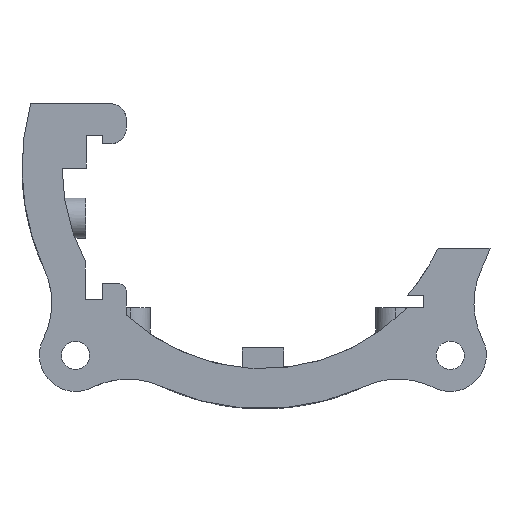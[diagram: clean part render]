
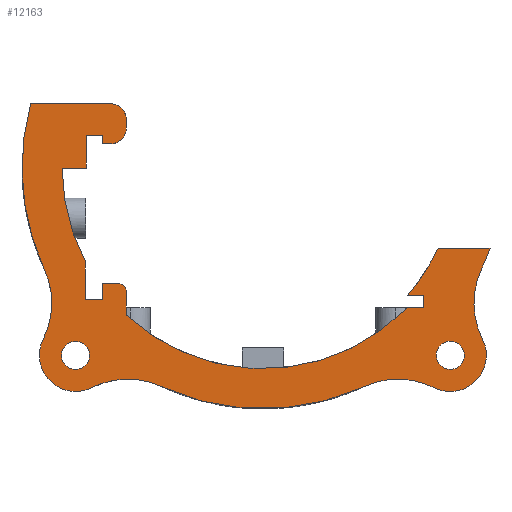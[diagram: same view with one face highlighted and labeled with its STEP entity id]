
A CAD part, front view. The second image highlights one B-rep face of the part: STEP entity #12163.
In plain terms, the highlighted planar face has unit normal (0, -1, 0).
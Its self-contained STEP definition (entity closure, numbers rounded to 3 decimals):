
#561=CARTESIAN_POINT('',(-17.,0.,6.));
#562=VERTEX_POINT('',#561);
#563=CARTESIAN_POINT('',(-19.,0.,8.));
#564=VERTEX_POINT('',#563);
#565=CARTESIAN_POINT('',(-19.,0.,6.));
#566=DIRECTION('',(-0.,-1.,-0.));
#567=DIRECTION('',(0.,-0.,1.));
#568=AXIS2_PLACEMENT_3D('',#565,#566,#567);
#569=CIRCLE('',#568,2.);
#570=EDGE_CURVE('',#562,#564,#569,.T.);
#595=CARTESIAN_POINT('',(-17.,0.,5.));
#596=VERTEX_POINT('',#595);
#597=CARTESIAN_POINT('',(-17.,0.,6.));
#598=DIRECTION('',(0.,0.,-1.));
#599=VECTOR('',#598,1.);
#600=LINE('',#597,#599);
#601=EDGE_CURVE('',#562,#596,#600,.T.);
#617=CARTESIAN_POINT('',(-19.,0.,3.));
#618=VERTEX_POINT('',#617);
#619=CARTESIAN_POINT('',(-19.,0.,5.));
#620=DIRECTION('',(-0.,-1.,-0.));
#621=DIRECTION('',(0.,-0.,1.));
#622=AXIS2_PLACEMENT_3D('',#619,#620,#621);
#623=CIRCLE('',#622,2.);
#624=EDGE_CURVE('',#618,#596,#623,.T.);
#653=CARTESIAN_POINT('',(-20.,0.,3.));
#654=VERTEX_POINT('',#653);
#655=CARTESIAN_POINT('',(-20.,0.,3.));
#656=DIRECTION('',(1.,0.,-0.));
#657=VECTOR('',#656,1.);
#658=LINE('',#655,#657);
#659=EDGE_CURVE('',#654,#618,#658,.T.);
#675=CARTESIAN_POINT('',(-20.,0.,4.));
#676=VERTEX_POINT('',#675);
#692=CARTESIAN_POINT('',(-20.,0.,3.));
#693=DIRECTION('',(0.,0.,1.));
#694=VECTOR('',#693,1.);
#695=LINE('',#692,#694);
#696=EDGE_CURVE('',#654,#676,#695,.T.);
#706=CARTESIAN_POINT('',(-22.,0.,4.));
#707=VERTEX_POINT('',#706);
#723=CARTESIAN_POINT('',(-20.,0.,4.));
#724=DIRECTION('',(-1.,0.,0.));
#725=VECTOR('',#724,2.);
#726=LINE('',#723,#725);
#727=EDGE_CURVE('',#676,#707,#726,.T.);
#737=CARTESIAN_POINT('',(-22.,0.,0.));
#738=VERTEX_POINT('',#737);
#754=CARTESIAN_POINT('',(-22.,0.,4.));
#755=DIRECTION('',(0.,0.,-1.));
#756=VECTOR('',#755,4.);
#757=LINE('',#754,#756);
#758=EDGE_CURVE('',#707,#738,#757,.T.);
#861=CARTESIAN_POINT('',(-25.,0.,0.));
#862=VERTEX_POINT('',#861);
#872=CARTESIAN_POINT('',(-25.,0.,0.));
#873=DIRECTION('',(1.,0.,0.));
#874=VECTOR('',#873,3.);
#875=LINE('',#872,#874);
#876=EDGE_CURVE('',#862,#738,#875,.T.);
#903=CARTESIAN_POINT('',(-28.914,0.,8.));
#904=VERTEX_POINT('',#903);
#911=CARTESIAN_POINT('',(-19.,0.,8.));
#912=DIRECTION('',(-1.,0.,0.));
#913=VECTOR('',#912,9.914);
#914=LINE('',#911,#913);
#915=EDGE_CURVE('',#564,#904,#914,.T.);
#1479=CARTESIAN_POINT('',(-17.,0.,-15.4));
#1480=VERTEX_POINT('',#1479);
#1481=CARTESIAN_POINT('',(-18.,0.,-14.4));
#1482=VERTEX_POINT('',#1481);
#1483=CARTESIAN_POINT('',(-18.,0.,-15.4));
#1484=DIRECTION('',(-0.,-1.,-0.));
#1485=DIRECTION('',(0.,-0.,1.));
#1486=AXIS2_PLACEMENT_3D('',#1483,#1484,#1485);
#1487=CIRCLE('',#1486,1.);
#1488=EDGE_CURVE('',#1480,#1482,#1487,.T.);
#1571=CARTESIAN_POINT('',(-20.,0.,-14.4));
#1572=VERTEX_POINT('',#1571);
#1579=CARTESIAN_POINT('',(-20.,0.,-14.4));
#1580=DIRECTION('',(1.,0.,-0.));
#1581=VECTOR('',#1580,2.);
#1582=LINE('',#1579,#1581);
#1583=EDGE_CURVE('',#1572,#1482,#1582,.T.);
#1670=CARTESIAN_POINT('',(-17.,0.,-18.33));
#1671=VERTEX_POINT('',#1670);
#1672=CARTESIAN_POINT('',(-17.,0.,-15.4));
#1673=DIRECTION('',(0.,0.,-1.));
#1674=VECTOR('',#1673,2.93);
#1675=LINE('',#1672,#1674);
#1676=EDGE_CURVE('',#1480,#1671,#1675,.T.);
#1700=CARTESIAN_POINT('',(-20.,0.,-16.4));
#1701=VERTEX_POINT('',#1700);
#1708=CARTESIAN_POINT('',(-20.,0.,-16.4));
#1709=DIRECTION('',(0.,0.,1.));
#1710=VECTOR('',#1709,2.);
#1711=LINE('',#1708,#1710);
#1712=EDGE_CURVE('',#1701,#1572,#1711,.T.);
#2294=CARTESIAN_POINT('',(-22.1,0.,-11.687));
#2295=VERTEX_POINT('',#2294);
#2296=CARTESIAN_POINT('',(-0.,0.,-0.));
#2297=DIRECTION('',(0.,1.,0.));
#2298=DIRECTION('',(0.,-0.,1.));
#2299=AXIS2_PLACEMENT_3D('',#2296,#2297,#2298);
#2300=CIRCLE('',#2299,25.);
#2301=EDGE_CURVE('',#2295,#862,#2300,.T.);
#2785=CARTESIAN_POINT('',(17.951,0.,-17.4));
#2786=VERTEX_POINT('',#2785);
#2787=CARTESIAN_POINT('',(-0.,0.,-0.));
#2788=DIRECTION('',(0.,1.,0.));
#2789=DIRECTION('',(0.,-0.,1.));
#2790=AXIS2_PLACEMENT_3D('',#2787,#2788,#2789);
#2791=CIRCLE('',#2790,25.);
#2792=EDGE_CURVE('',#2786,#1671,#2791,.T.);
#3625=CARTESIAN_POINT('',(28.284,0.,-10.));
#3626=VERTEX_POINT('',#3625);
#3633=CARTESIAN_POINT('',(27.218,0.,-12.617));
#3634=VERTEX_POINT('',#3633);
#3635=CARTESIAN_POINT('',(-0.,0.,-0.));
#3636=DIRECTION('',(0.,1.,0.));
#3637=DIRECTION('',(0.,-0.,1.));
#3638=AXIS2_PLACEMENT_3D('',#3635,#3636,#3637);
#3639=CIRCLE('',#3638,30.);
#3640=EDGE_CURVE('',#3626,#3634,#3639,.T.);
#3677=CARTESIAN_POINT('',(12.617,0.,-27.218));
#3678=VERTEX_POINT('',#3677);
#3685=CARTESIAN_POINT('',(-12.617,0.,-27.218));
#3686=VERTEX_POINT('',#3685);
#3687=CARTESIAN_POINT('',(-0.,0.,-0.));
#3688=DIRECTION('',(0.,1.,0.));
#3689=DIRECTION('',(0.,-0.,1.));
#3690=AXIS2_PLACEMENT_3D('',#3687,#3688,#3689);
#3691=CIRCLE('',#3690,30.);
#3692=EDGE_CURVE('',#3678,#3686,#3691,.T.);
#3729=CARTESIAN_POINT('',(-27.218,0.,-12.617));
#3730=VERTEX_POINT('',#3729);
#3737=CARTESIAN_POINT('',(-0.,0.,-0.));
#3738=DIRECTION('',(0.,1.,0.));
#3739=DIRECTION('',(0.,-0.,1.));
#3740=AXIS2_PLACEMENT_3D('',#3737,#3738,#3739);
#3741=CIRCLE('',#3740,30.);
#3742=EDGE_CURVE('',#3730,#904,#3741,.T.);
#3939=CARTESIAN_POINT('',(20.,0.,-15.9));
#3940=VERTEX_POINT('',#3939);
#3973=CARTESIAN_POINT('',(20.,0.,-17.4));
#3974=VERTEX_POINT('',#3973);
#3981=CARTESIAN_POINT('',(20.,0.,-17.4));
#3982=DIRECTION('',(0.,0.,1.));
#3983=VECTOR('',#3982,1.5);
#3984=LINE('',#3981,#3983);
#3985=EDGE_CURVE('',#3974,#3940,#3984,.T.);
#4004=CARTESIAN_POINT('',(-22.1,0.,-16.4));
#4005=VERTEX_POINT('',#4004);
#4006=CARTESIAN_POINT('',(-22.1,0.,-16.4));
#4007=DIRECTION('',(0.,0.,1.));
#4008=VECTOR('',#4007,4.713);
#4009=LINE('',#4006,#4008);
#4010=EDGE_CURVE('',#4005,#2295,#4009,.T.);
#4036=CARTESIAN_POINT('',(-20.,0.,-16.4));
#4037=DIRECTION('',(-1.,0.,0.));
#4038=VECTOR('',#4037,2.1);
#4039=LINE('',#4036,#4038);
#4040=EDGE_CURVE('',#1701,#4005,#4039,.T.);
#4104=CARTESIAN_POINT('',(-22.097,-0.,-22.097));
#4105=VERTEX_POINT('',#4104);
#4120=CARTESIAN_POINT('',(-23.335,0.,-23.335));
#4121=DIRECTION('',(-0.,-1.,0.));
#4122=DIRECTION('',(0.707,-0.,0.707));
#4123=AXIS2_PLACEMENT_3D('',#4120,#4121,#4122);
#4124=CIRCLE('',#4123,1.75);
#4125=EDGE_CURVE('',#4105,#4105,#4124,.T.);
#4135=CARTESIAN_POINT('',(-27.355,0.,-21.314));
#4136=VERTEX_POINT('',#4135);
#4137=CARTESIAN_POINT('',(-21.314,-0.,-27.355));
#4138=VERTEX_POINT('',#4137);
#4139=CARTESIAN_POINT('',(-23.335,0.,-23.335));
#4140=DIRECTION('',(-0.,-1.,0.));
#4141=DIRECTION('',(0.707,-0.,0.707));
#4142=AXIS2_PLACEMENT_3D('',#4139,#4140,#4141);
#4143=CIRCLE('',#4142,4.5);
#4144=EDGE_CURVE('',#4136,#4138,#4143,.T.);
#4435=CARTESIAN_POINT('',(22.097,-0.,-22.097));
#4436=VERTEX_POINT('',#4435);
#4451=CARTESIAN_POINT('',(23.335,0.,-23.335));
#4452=DIRECTION('',(-0.,1.,-0.));
#4453=DIRECTION('',(-0.707,0.,0.707));
#4454=AXIS2_PLACEMENT_3D('',#4451,#4452,#4453);
#4455=CIRCLE('',#4454,1.75);
#4456=EDGE_CURVE('',#4436,#4436,#4455,.T.);
#4466=CARTESIAN_POINT('',(27.355,0.,-21.314));
#4467=VERTEX_POINT('',#4466);
#4468=CARTESIAN_POINT('',(21.314,-0.,-27.355));
#4469=VERTEX_POINT('',#4468);
#4470=CARTESIAN_POINT('',(23.335,0.,-23.335));
#4471=DIRECTION('',(-0.,1.,-0.));
#4472=DIRECTION('',(-0.707,0.,0.707));
#4473=AXIS2_PLACEMENT_3D('',#4470,#4471,#4472);
#4474=CIRCLE('',#4473,4.5);
#4475=EDGE_CURVE('',#4467,#4469,#4474,.T.);
#5475=CARTESIAN_POINT('',(16.823,0.,-36.29));
#5476=DIRECTION('',(0.,1.,0.));
#5477=DIRECTION('',(0.,-0.,1.));
#5478=AXIS2_PLACEMENT_3D('',#5475,#5476,#5477);
#5479=CIRCLE('',#5478,10.);
#5480=EDGE_CURVE('',#3678,#4469,#5479,.T.);
#5495=CARTESIAN_POINT('',(36.29,0.,-16.823));
#5496=DIRECTION('',(0.,1.,0.));
#5497=DIRECTION('',(0.,-0.,1.));
#5498=AXIS2_PLACEMENT_3D('',#5495,#5496,#5497);
#5499=CIRCLE('',#5498,10.);
#5500=EDGE_CURVE('',#4467,#3634,#5499,.T.);
#5511=CARTESIAN_POINT('',(-26.29,0.,-16.823));
#5512=VERTEX_POINT('',#5511);
#5519=CARTESIAN_POINT('',(-36.29,0.,-16.823));
#5520=DIRECTION('',(0.,1.,0.));
#5521=DIRECTION('',(0.,-0.,1.));
#5522=AXIS2_PLACEMENT_3D('',#5519,#5520,#5521);
#5523=CIRCLE('',#5522,10.);
#5524=EDGE_CURVE('',#3730,#5512,#5523,.T.);
#5538=CARTESIAN_POINT('',(-16.823,0.,-36.29));
#5539=DIRECTION('',(0.,1.,0.));
#5540=DIRECTION('',(0.,-0.,1.));
#5541=AXIS2_PLACEMENT_3D('',#5538,#5539,#5540);
#5542=CIRCLE('',#5541,10.);
#5543=EDGE_CURVE('',#4138,#3686,#5542,.T.);
#12087=CARTESIAN_POINT('',(0.,0.,0.));
#12088=DIRECTION('',(0.,-1.,0.));
#12089=DIRECTION('',(0.,0.,-1.));
#12090=AXIS2_PLACEMENT_3D('',#12087,#12088,#12089);
#12091=PLANE('',#12090);
#12092=ORIENTED_EDGE('',*,*,#915,.T.);
#12093=ORIENTED_EDGE('',*,*,#3742,.F.);
#12094=ORIENTED_EDGE('',*,*,#5524,.T.);
#12095=CARTESIAN_POINT('',(-36.29,0.,-16.823));
#12096=DIRECTION('',(0.,1.,0.));
#12097=DIRECTION('',(0.,-0.,1.));
#12098=AXIS2_PLACEMENT_3D('',#12095,#12096,#12097);
#12099=CIRCLE('',#12098,10.);
#12100=EDGE_CURVE('',#5512,#4136,#12099,.T.);
#12101=ORIENTED_EDGE('',*,*,#12100,.T.);
#12102=ORIENTED_EDGE('',*,*,#4144,.T.);
#12103=ORIENTED_EDGE('',*,*,#5543,.T.);
#12104=ORIENTED_EDGE('',*,*,#3692,.F.);
#12105=ORIENTED_EDGE('',*,*,#5480,.T.);
#12106=ORIENTED_EDGE('',*,*,#4475,.F.);
#12107=ORIENTED_EDGE('',*,*,#5500,.T.);
#12108=ORIENTED_EDGE('',*,*,#3640,.F.);
#12109=CARTESIAN_POINT('',(21.817,0.,-10.));
#12110=VERTEX_POINT('',#12109);
#12111=CARTESIAN_POINT('',(28.284,0.,-10.));
#12112=DIRECTION('',(-1.,0.,0.));
#12113=VECTOR('',#12112,6.467);
#12114=LINE('',#12111,#12113);
#12115=EDGE_CURVE('',#3626,#12110,#12114,.T.);
#12116=ORIENTED_EDGE('',*,*,#12115,.T.);
#12117=CARTESIAN_POINT('',(17.977,0.,-15.9));
#12118=VERTEX_POINT('',#12117);
#12119=CARTESIAN_POINT('',(-0.,0.,-0.));
#12120=DIRECTION('',(0.,1.,0.));
#12121=DIRECTION('',(0.,-0.,1.));
#12122=AXIS2_PLACEMENT_3D('',#12119,#12120,#12121);
#12123=CIRCLE('',#12122,24.);
#12124=EDGE_CURVE('',#12110,#12118,#12123,.T.);
#12125=ORIENTED_EDGE('',*,*,#12124,.T.);
#12126=CARTESIAN_POINT('',(20.,0.,-15.9));
#12127=DIRECTION('',(-1.,0.,0.));
#12128=VECTOR('',#12127,2.023);
#12129=LINE('',#12126,#12128);
#12130=EDGE_CURVE('',#3940,#12118,#12129,.T.);
#12131=ORIENTED_EDGE('',*,*,#12130,.F.);
#12132=ORIENTED_EDGE('',*,*,#3985,.F.);
#12133=CARTESIAN_POINT('',(17.951,0.,-17.4));
#12134=DIRECTION('',(1.,0.,-0.));
#12135=VECTOR('',#12134,2.049);
#12136=LINE('',#12133,#12135);
#12137=EDGE_CURVE('',#2786,#3974,#12136,.T.);
#12138=ORIENTED_EDGE('',*,*,#12137,.F.);
#12139=ORIENTED_EDGE('',*,*,#2792,.T.);
#12140=ORIENTED_EDGE('',*,*,#1676,.F.);
#12141=ORIENTED_EDGE('',*,*,#1488,.T.);
#12142=ORIENTED_EDGE('',*,*,#1583,.F.);
#12143=ORIENTED_EDGE('',*,*,#1712,.F.);
#12144=ORIENTED_EDGE('',*,*,#4040,.T.);
#12145=ORIENTED_EDGE('',*,*,#4010,.T.);
#12146=ORIENTED_EDGE('',*,*,#2301,.T.);
#12147=ORIENTED_EDGE('',*,*,#876,.T.);
#12148=ORIENTED_EDGE('',*,*,#758,.F.);
#12149=ORIENTED_EDGE('',*,*,#727,.F.);
#12150=ORIENTED_EDGE('',*,*,#696,.F.);
#12151=ORIENTED_EDGE('',*,*,#659,.T.);
#12152=ORIENTED_EDGE('',*,*,#624,.T.);
#12153=ORIENTED_EDGE('',*,*,#601,.F.);
#12154=ORIENTED_EDGE('',*,*,#570,.T.);
#12155=EDGE_LOOP('',(#12092,#12093,#12094,#12101,#12102,#12103,#12104,#12105,#12106,#12107,#12108,#12116,#12125,#12131,#12132,#12138,#12139,#12140,#12141,#12142,#12143,#12144,#12145,#12146,#12147,#12148,
#12149,#12150,#12151,#12152,#12153,#12154));
#12156=FACE_BOUND('',#12155,.T.);
#12157=ORIENTED_EDGE('',*,*,#4125,.F.);
#12158=EDGE_LOOP('',(#12157));
#12159=FACE_BOUND('',#12158,.T.);
#12160=ORIENTED_EDGE('',*,*,#4456,.T.);
#12161=EDGE_LOOP('',(#12160));
#12162=FACE_BOUND('',#12161,.T.);
#12163=ADVANCED_FACE('',(#12156,#12159,#12162),#12091,.T.);
